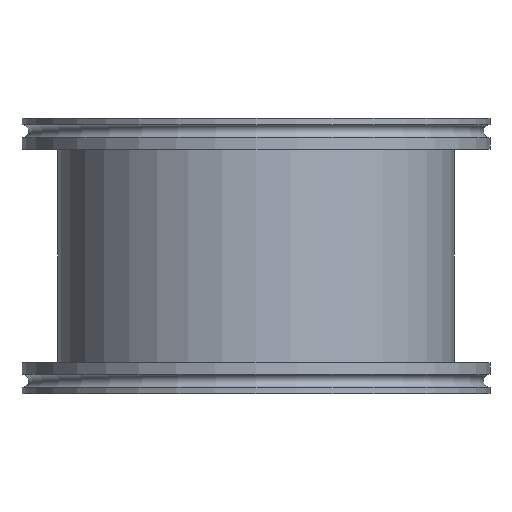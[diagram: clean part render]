
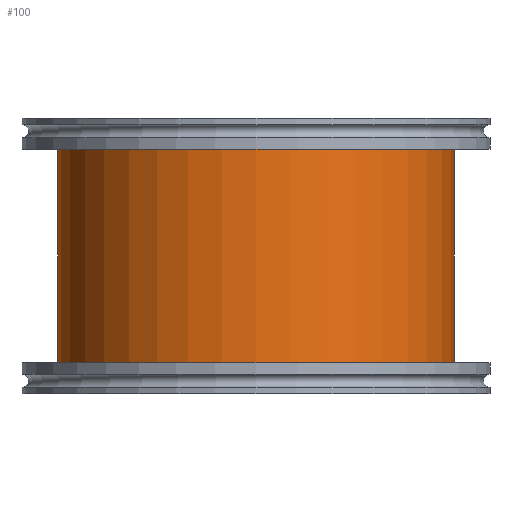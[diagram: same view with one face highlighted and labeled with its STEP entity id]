
A CAD part, front view. The second image highlights one B-rep face of the part: STEP entity #100.
In plain terms, the highlighted cylindrical face has radius 76.2 mm (diameter 152.4 mm), a full revolution.
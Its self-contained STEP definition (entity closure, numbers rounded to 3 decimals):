
#100 = ADVANCED_FACE( '', ( #233, #234 ), #235, .T. );
#233 = FACE_OUTER_BOUND( '', #400, .T. );
#234 = FACE_OUTER_BOUND( '', #401, .T. );
#235 = CYLINDRICAL_SURFACE( '', #402, 76.2 );
#400 = EDGE_LOOP( '', ( #597 ) );
#401 = EDGE_LOOP( '', ( #598 ) );
#402 = AXIS2_PLACEMENT_3D( '', #599, #600, #601 );
#597 = ORIENTED_EDGE( '', *, *, #762, .T. );
#598 = ORIENTED_EDGE( '', *, *, #741, .F. );
#599 = CARTESIAN_POINT( '', ( 0., 0., 93.751 ) );
#600 = DIRECTION( '', ( 0., 0., 1. ) );
#601 = DIRECTION( '', ( -1., 0., 0. ) );
#741 = EDGE_CURVE( '', #829, #829, #830, .T. );
#762 = EDGE_CURVE( '', #864, #864, #865, .F. );
#829 = VERTEX_POINT( '', #949 );
#830 = CIRCLE( '', #950, 76.2 );
#864 = VERTEX_POINT( '', #984 );
#865 = CIRCLE( '', #985, 76.2 );
#949 = CARTESIAN_POINT( '', ( 76.2, 0., 0.381 ) );
#950 = AXIS2_PLACEMENT_3D( '', #1072, #1073, #1074 );
#984 = CARTESIAN_POINT( '', ( 0., -76.2, 93.751 ) );
#985 = AXIS2_PLACEMENT_3D( '', #1114, #1115, #1116 );
#1072 = CARTESIAN_POINT( '', ( 0., 0., 0.381 ) );
#1073 = DIRECTION( '', ( 0., 0., -1. ) );
#1074 = DIRECTION( '', ( 1., 0., 0. ) );
#1114 = CARTESIAN_POINT( '', ( 0., 0., 93.751 ) );
#1115 = DIRECTION( '', ( 0., 0., 1. ) );
#1116 = DIRECTION( '', ( 0., -1., 0. ) );
